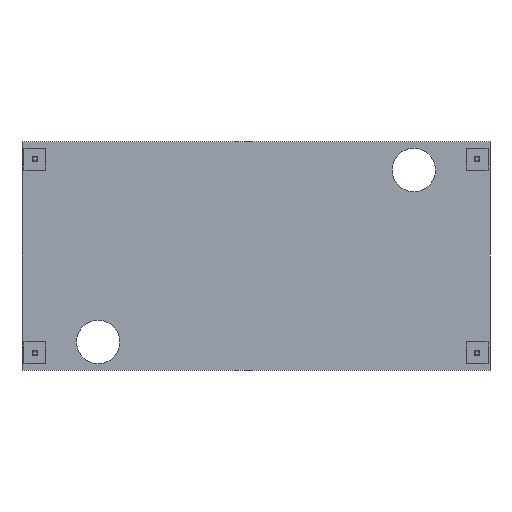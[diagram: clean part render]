
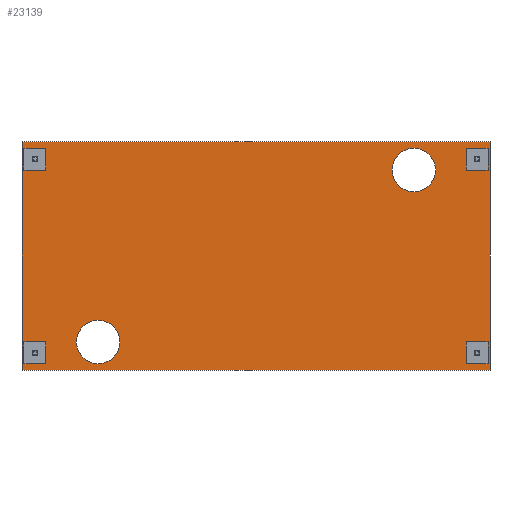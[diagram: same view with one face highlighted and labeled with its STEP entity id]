
A CAD part, front view. The second image highlights one B-rep face of the part: STEP entity #23139.
In plain terms, the highlighted planar face has unit normal (0, -1, 0).
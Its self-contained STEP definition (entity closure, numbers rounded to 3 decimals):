
#1086=FACE_BOUND('',#2715,.T.);
#1087=FACE_BOUND('',#2716,.T.);
#1088=FACE_BOUND('',#2717,.T.);
#1089=FACE_BOUND('',#2718,.T.);
#1090=FACE_BOUND('',#2719,.T.);
#1091=FACE_BOUND('',#2720,.T.);
#1177=CIRCLE('',#24415,2.);
#1178=CIRCLE('',#24416,2.);
#1394=FACE_OUTER_BOUND('',#2714,.T.);
#2714=EDGE_LOOP('',(#15398,#15399,#15400,#15401));
#2715=EDGE_LOOP('',(#15402,#15403,#15404,#15405));
#2716=EDGE_LOOP('',(#15406,#15407,#15408,#15409));
#2717=EDGE_LOOP('',(#15410,#15411,#15412,#15413));
#2718=EDGE_LOOP('',(#15414,#15415,#15416,#15417));
#2719=EDGE_LOOP('',(#15418));
#2720=EDGE_LOOP('',(#15419));
#4084=LINE('',#30276,#6606);
#4088=LINE('',#30284,#6610);
#4091=LINE('',#30290,#6613);
#4094=LINE('',#30295,#6616);
#4096=LINE('',#30304,#6618);
#4100=LINE('',#30312,#6622);
#4103=LINE('',#30318,#6625);
#4106=LINE('',#30323,#6628);
#4108=LINE('',#30332,#6630);
#4112=LINE('',#30340,#6634);
#4115=LINE('',#30346,#6637);
#4118=LINE('',#30351,#6640);
#4120=LINE('',#30360,#6642);
#4124=LINE('',#30368,#6646);
#4127=LINE('',#30374,#6649);
#4130=LINE('',#30379,#6652);
#4548=LINE('',#33606,#7070);
#4551=LINE('',#33611,#7073);
#4553=LINE('',#33615,#7075);
#4555=LINE('',#33618,#7077);
#6606=VECTOR('',#25645,10.);
#6610=VECTOR('',#25651,10.);
#6613=VECTOR('',#25656,10.);
#6616=VECTOR('',#25661,10.);
#6618=VECTOR('',#25671,10.);
#6622=VECTOR('',#25677,10.);
#6625=VECTOR('',#25682,10.);
#6628=VECTOR('',#25687,10.);
#6630=VECTOR('',#25697,10.);
#6634=VECTOR('',#25703,10.);
#6637=VECTOR('',#25708,10.);
#6640=VECTOR('',#25713,10.);
#6642=VECTOR('',#25723,10.);
#6646=VECTOR('',#25729,10.);
#6649=VECTOR('',#25734,10.);
#6652=VECTOR('',#25739,10.);
#7070=VECTOR('',#26199,21.);
#7073=VECTOR('',#26204,43.);
#7075=VECTOR('',#26208,21.);
#7077=VECTOR('',#26212,43.);
#9065=VERTEX_POINT('',#30274);
#9066=VERTEX_POINT('',#30275);
#9069=VERTEX_POINT('',#30283);
#9071=VERTEX_POINT('',#30289);
#9074=VERTEX_POINT('',#30302);
#9075=VERTEX_POINT('',#30303);
#9078=VERTEX_POINT('',#30311);
#9080=VERTEX_POINT('',#30317);
#9083=VERTEX_POINT('',#30330);
#9084=VERTEX_POINT('',#30331);
#9087=VERTEX_POINT('',#30339);
#9089=VERTEX_POINT('',#30345);
#9092=VERTEX_POINT('',#30358);
#9093=VERTEX_POINT('',#30359);
#9096=VERTEX_POINT('',#30367);
#9098=VERTEX_POINT('',#30373);
#9659=VERTEX_POINT('',#33604);
#9660=VERTEX_POINT('',#33605);
#9661=VERTEX_POINT('',#33610);
#9662=VERTEX_POINT('',#33614);
#9663=VERTEX_POINT('',#33620);
#9664=VERTEX_POINT('',#33622);
#11292=EDGE_CURVE('',#9065,#9066,#4084,.T.);
#11296=EDGE_CURVE('',#9066,#9069,#4088,.T.);
#11299=EDGE_CURVE('',#9069,#9071,#4091,.T.);
#11302=EDGE_CURVE('',#9071,#9065,#4094,.T.);
#11305=EDGE_CURVE('',#9074,#9075,#4096,.T.);
#11309=EDGE_CURVE('',#9075,#9078,#4100,.T.);
#11312=EDGE_CURVE('',#9078,#9080,#4103,.T.);
#11315=EDGE_CURVE('',#9080,#9074,#4106,.T.);
#11318=EDGE_CURVE('',#9083,#9084,#4108,.T.);
#11322=EDGE_CURVE('',#9084,#9087,#4112,.T.);
#11325=EDGE_CURVE('',#9087,#9089,#4115,.T.);
#11328=EDGE_CURVE('',#9089,#9083,#4118,.T.);
#11331=EDGE_CURVE('',#9092,#9093,#4120,.T.);
#11335=EDGE_CURVE('',#9093,#9096,#4124,.T.);
#11338=EDGE_CURVE('',#9096,#9098,#4127,.T.);
#11341=EDGE_CURVE('',#9098,#9092,#4130,.T.);
#11914=EDGE_CURVE('',#9659,#9660,#4548,.T.);
#11917=EDGE_CURVE('',#9660,#9661,#4551,.T.);
#11919=EDGE_CURVE('',#9661,#9662,#4553,.T.);
#11921=EDGE_CURVE('',#9662,#9659,#4555,.T.);
#11922=EDGE_CURVE('',#9663,#9663,#1177,.F.);
#11923=EDGE_CURVE('',#9664,#9664,#1178,.F.);
#15398=ORIENTED_EDGE('',*,*,#11914,.F.);
#15399=ORIENTED_EDGE('',*,*,#11921,.F.);
#15400=ORIENTED_EDGE('',*,*,#11919,.F.);
#15401=ORIENTED_EDGE('',*,*,#11917,.F.);
#15402=ORIENTED_EDGE('',*,*,#11292,.T.);
#15403=ORIENTED_EDGE('',*,*,#11296,.T.);
#15404=ORIENTED_EDGE('',*,*,#11299,.T.);
#15405=ORIENTED_EDGE('',*,*,#11302,.T.);
#15406=ORIENTED_EDGE('',*,*,#11305,.T.);
#15407=ORIENTED_EDGE('',*,*,#11309,.T.);
#15408=ORIENTED_EDGE('',*,*,#11312,.T.);
#15409=ORIENTED_EDGE('',*,*,#11315,.T.);
#15410=ORIENTED_EDGE('',*,*,#11318,.T.);
#15411=ORIENTED_EDGE('',*,*,#11322,.T.);
#15412=ORIENTED_EDGE('',*,*,#11325,.T.);
#15413=ORIENTED_EDGE('',*,*,#11328,.T.);
#15414=ORIENTED_EDGE('',*,*,#11331,.T.);
#15415=ORIENTED_EDGE('',*,*,#11335,.T.);
#15416=ORIENTED_EDGE('',*,*,#11338,.T.);
#15417=ORIENTED_EDGE('',*,*,#11341,.T.);
#15418=ORIENTED_EDGE('',*,*,#11922,.F.);
#15419=ORIENTED_EDGE('',*,*,#11923,.F.);
#21036=PLANE('',#24414);
#23139=ADVANCED_FACE('',(#1394,#1086,#1087,#1088,#1089,#1090,#1091),#21036,
 .F.);
#24414=AXIS2_PLACEMENT_3D('',#33619,#26213,#26214);
#24415=AXIS2_PLACEMENT_3D('',#33621,#26215,#26216);
#24416=AXIS2_PLACEMENT_3D('',#33623,#26217,#26218);
#25645=DIRECTION('',(0.,0.,-1.));
#25651=DIRECTION('',(-1.,0.,0.));
#25656=DIRECTION('',(0.,0.,1.));
#25661=DIRECTION('',(1.,0.,0.));
#25671=DIRECTION('',(0.,0.,-1.));
#25677=DIRECTION('',(-1.,0.,0.));
#25682=DIRECTION('',(0.,0.,1.));
#25687=DIRECTION('',(1.,0.,0.));
#25697=DIRECTION('',(0.,0.,-1.));
#25703=DIRECTION('',(-1.,0.,0.));
#25708=DIRECTION('',(0.,0.,1.));
#25713=DIRECTION('',(1.,0.,0.));
#25723=DIRECTION('',(0.,0.,-1.));
#25729=DIRECTION('',(-1.,0.,0.));
#25734=DIRECTION('',(0.,0.,1.));
#25739=DIRECTION('',(1.,0.,0.));
#26199=DIRECTION('',(0.,0.,1.));
#26204=DIRECTION('',(1.,0.,0.));
#26208=DIRECTION('',(0.,0.,-1.));
#26212=DIRECTION('',(-1.,0.,0.));
#26213=DIRECTION('center_axis',(0.,1.,0.));
#26214=DIRECTION('ref_axis',(0.,0.,1.));
#26215=DIRECTION('center_axis',(0.,1.,0.));
#26216=DIRECTION('ref_axis',(0.,0.,1.));
#26217=DIRECTION('center_axis',(0.,1.,0.));
#26218=DIRECTION('ref_axis',(0.,0.,1.));
#30274=CARTESIAN_POINT('',(21.32,0.,-7.89));
#30275=CARTESIAN_POINT('',(21.32,0.,-9.89));
#30276=CARTESIAN_POINT('',(21.32,0.,-4.945));
#30283=CARTESIAN_POINT('',(19.32,0.,-9.89));
#30284=CARTESIAN_POINT('',(9.66,0.,-9.89));
#30289=CARTESIAN_POINT('',(19.32,0.,-7.89));
#30290=CARTESIAN_POINT('',(19.32,0.,-3.945));
#30295=CARTESIAN_POINT('',(10.66,0.,-7.89));
#30302=CARTESIAN_POINT('',(21.32,0.,9.89));
#30303=CARTESIAN_POINT('',(21.32,0.,7.89));
#30304=CARTESIAN_POINT('',(21.32,0.,3.945));
#30311=CARTESIAN_POINT('',(19.32,0.,7.89));
#30312=CARTESIAN_POINT('',(9.66,0.,7.89));
#30317=CARTESIAN_POINT('',(19.32,0.,9.89));
#30318=CARTESIAN_POINT('',(19.32,0.,4.945));
#30323=CARTESIAN_POINT('',(10.66,0.,9.89));
#30330=CARTESIAN_POINT('',(-19.32,0.,-7.89));
#30331=CARTESIAN_POINT('',(-19.32,0.,-9.89));
#30332=CARTESIAN_POINT('',(-19.32,0.,-4.945));
#30339=CARTESIAN_POINT('',(-21.32,0.,-9.89));
#30340=CARTESIAN_POINT('',(-10.66,0.,-9.89));
#30345=CARTESIAN_POINT('',(-21.32,0.,-7.89));
#30346=CARTESIAN_POINT('',(-21.32,0.,-3.945));
#30351=CARTESIAN_POINT('',(-9.66,0.,-7.89));
#30358=CARTESIAN_POINT('',(-19.32,0.,9.89));
#30359=CARTESIAN_POINT('',(-19.32,0.,7.89));
#30360=CARTESIAN_POINT('',(-19.32,0.,3.945));
#30367=CARTESIAN_POINT('',(-21.32,0.,7.89));
#30368=CARTESIAN_POINT('',(-10.66,0.,7.89));
#30373=CARTESIAN_POINT('',(-21.32,0.,9.89));
#30374=CARTESIAN_POINT('',(-21.32,0.,4.945));
#30379=CARTESIAN_POINT('',(-9.66,0.,9.89));
#33604=CARTESIAN_POINT('',(-21.5,0.,-10.5));
#33605=CARTESIAN_POINT('',(-21.5,0.,10.5));
#33606=CARTESIAN_POINT('',(-21.5,0.,-10.5));
#33610=CARTESIAN_POINT('',(21.5,0.,10.5));
#33611=CARTESIAN_POINT('',(-21.5,0.,10.5));
#33614=CARTESIAN_POINT('',(21.5,0.,-10.5));
#33615=CARTESIAN_POINT('',(21.5,0.,10.5));
#33618=CARTESIAN_POINT('',(21.5,0.,-10.5));
#33619=CARTESIAN_POINT('Origin',(0.,0.,0.));
#33620=CARTESIAN_POINT('',(14.5,0.,5.9));
#33621=CARTESIAN_POINT('Origin',(14.5,0.,7.9));
#33622=CARTESIAN_POINT('',(-14.5,0.,-9.9));
#33623=CARTESIAN_POINT('Origin',(-14.5,0.,-7.9));
